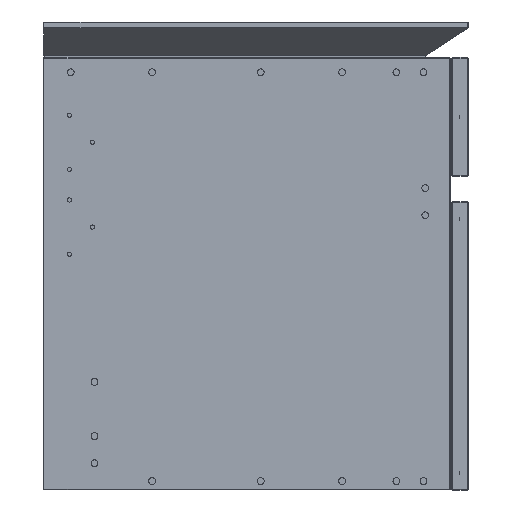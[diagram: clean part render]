
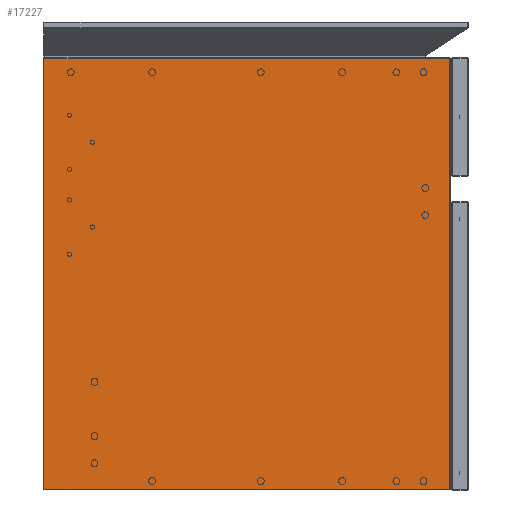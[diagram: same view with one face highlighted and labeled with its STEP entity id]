
A CAD part, left-side view. The second image highlights one B-rep face of the part: STEP entity #17227.
In plain terms, the highlighted planar face has unit normal (-1, 0, 0).
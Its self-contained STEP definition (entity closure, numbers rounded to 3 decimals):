
#17132=CARTESIAN_POINT('',(309.076,14271.9,-0.8));
#17133=VERTEX_POINT('',#17132);
#17140=CARTESIAN_POINT('',(309.076,13793.7,-0.8));
#17141=VERTEX_POINT('',#17140);
#17142=CARTESIAN_POINT('',(309.076,14271.9,-0.8));
#17143=DIRECTION('',(0.0,-1.0,0.0));
#17144=VECTOR('',#17143,478.2);
#17145=LINE('',#17142,#17144);
#17146=EDGE_CURVE('',#17133,#17141,#17145,.T.);
#17163=CARTESIAN_POINT('',(309.076,13793.7,-509.2));
#17164=VERTEX_POINT('',#17163);
#17165=CARTESIAN_POINT('',(309.076,13793.7,-0.8));
#17166=DIRECTION('',(0.0,0.0,-1.0));
#17167=VECTOR('',#17166,508.4);
#17168=LINE('',#17165,#17167);
#17169=EDGE_CURVE('',#17141,#17164,#17168,.T.);
#17204=CARTESIAN_POINT('',(309.076,14032.8,-0.799));
#17205=DIRECTION('',(-1.0,0.0,0.0));
#17206=DIRECTION('',(0.0,0.0,1.0));
#17207=AXIS2_PLACEMENT_3D('',#17204,#17205,#17206);
#17208=PLANE('',#17207);
#17209=ORIENTED_EDGE('',*,*,#17146,.F.);
#17210=CARTESIAN_POINT('',(309.076,14271.9,-509.2));
#17211=VERTEX_POINT('',#17210);
#17212=CARTESIAN_POINT('',(309.076,14271.9,-509.2));
#17213=DIRECTION('',(0.0,0.0,1.0));
#17214=VECTOR('',#17213,508.4);
#17215=LINE('',#17212,#17214);
#17216=EDGE_CURVE('',#17211,#17133,#17215,.T.);
#17217=ORIENTED_EDGE('',*,*,#17216,.F.);
#17218=CARTESIAN_POINT('',(309.076,13793.7,-509.2));
#17219=DIRECTION('',(0.0,1.0,0.0));
#17220=VECTOR('',#17219,478.2);
#17221=LINE('',#17218,#17220);
#17222=EDGE_CURVE('',#17164,#17211,#17221,.T.);
#17223=ORIENTED_EDGE('',*,*,#17222,.F.);
#17224=ORIENTED_EDGE('',*,*,#17169,.F.);
#17225=EDGE_LOOP('',(#17209,#17217,#17223,#17224));
#17226=FACE_OUTER_BOUND('',#17225,.T.);
#17227=ADVANCED_FACE('',(#17226),#17208,.T.);
